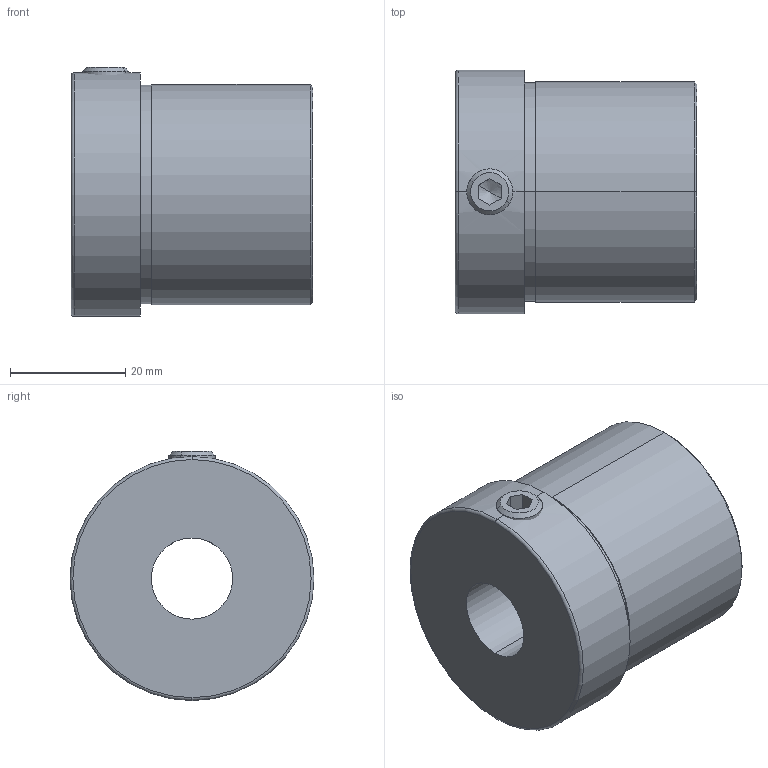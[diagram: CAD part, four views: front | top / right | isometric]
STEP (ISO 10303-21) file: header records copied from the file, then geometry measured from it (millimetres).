
FILE_DESCRIPTION (( 'STEP AP203' ), '1' );
FILE_NAME ('A_5741-242.STEP', '2025-02-18T11:36:56', ( '' ), ( '' ), 'SwSTEP 2.0', 'SolidWorks 2019', '' );
FILE_SCHEMA (( 'CONFIG_CONTROL_DESIGN' ));
Length unit declared in the file: millimetre
Products named in the file (3): A_5741-242; din_916-m8x14-45h_0
Assembly tree (2 placements, depth 2):
  A_5741-242
    A_5741-242
    din_916-m8x14-45h_0
Bounding box: 42 x 42.4 x 43.3 mm (x, y, z)
Volume: 13182.1 mm3; surface area: 13894.1 mm2
Topology: 2 solids, 2 shells, 58 faces, 143 edges, 87 vertices
Faces by surface type: cylinder 17, cone 13, plane 13, torus 8, bspline 7
Entity records: 3351 total; most frequent: CARTESIAN_POINT 1775, ORIENTED_EDGE 278, DIRECTION 250, EDGE_CURVE 139, AXIS2_PLACEMENT_3D 104, VERTEX_POINT 87, EDGE_LOOP 64, ADVANCED_FACE 58
